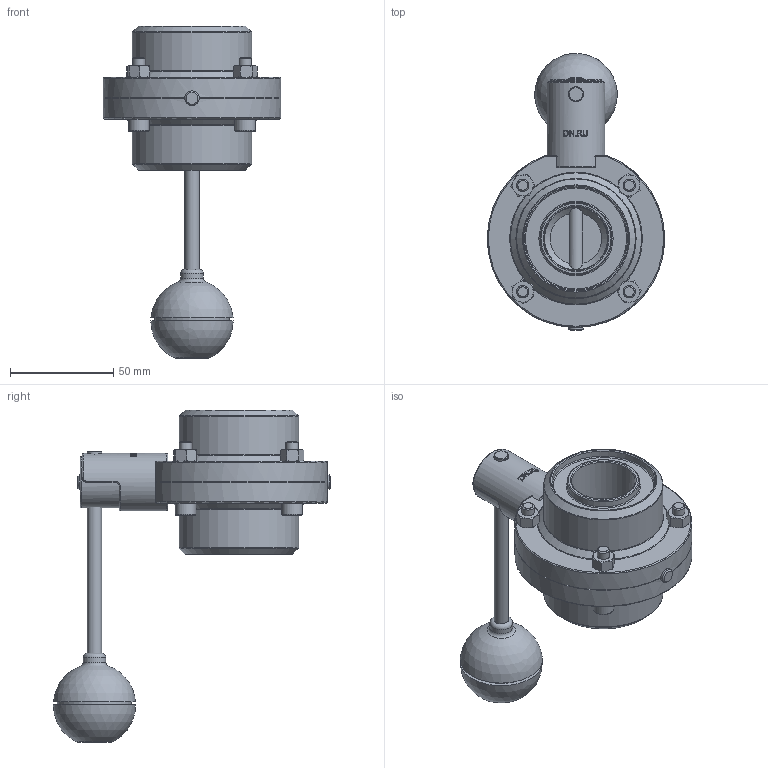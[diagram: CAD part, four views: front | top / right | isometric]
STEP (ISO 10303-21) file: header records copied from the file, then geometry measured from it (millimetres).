
FILE_DESCRIPTION(/* description */ (''),/* implementation_level */ '2;1');
FILE_NAME(/* name */ 'DN32_3D_STEP.stp',/* time_stamp */ '2024-10-29T18:25:05+03:00',/* author */ ('igorr'),/* organization */ (''),/* preprocessor_version */ 'ST-DEVELOPER v20',/* originating_system */ 'Autodesk Inventor 2025',/* authorisation */ '');
FILE_SCHEMA (('AUTOMOTIVE_DESIGN { 1 0 10303 214 3 1 1 }'));
Length unit declared in the file: millimetre
Products named in the file (5): Сборка; Деталь1; Деталь2; ANSI B18.2.4.2M - M6x1; AS 1420 - 1973 - M6 x 30
Assembly tree (10 placements, depth 2):
  Сборка
    Деталь1
    Деталь2
    ANSI B18.2.4.2M - M6x1  x4
    AS 1420 - 1973 - M6 x 30  x4
Bounding box: 86 x 134.5 x 161 mm (x, y, z)
Volume: 252481.8 mm3; surface area: 60169.5 mm2
Topology: 10 solids, 11 shells, 363 faces, 869 edges, 553 vertices
Faces by surface type: plane 149, cylinder 74, cone 73, torus 36, bspline 27, sphere 4
Full cylindrical faces by diameter (mm): 4.917 x4, 5 x8, 6 x4, 7 x6, 7.2 x1, 10 x4, 11 x1, 25 x1, 28 x1, 30.8 x2, 31 x2, 35 x2, 36 x1, 50 x2, 58 x2
Entity records: 9074 total; most frequent: CARTESIAN_POINT 2813, DIRECTION 1223, ORIENTED_EDGE 1220, EDGE_CURVE 610, AXIS2_PLACEMENT_3D 501, VERTEX_POINT 394, EDGE_LOOP 290, CIRCLE 256
